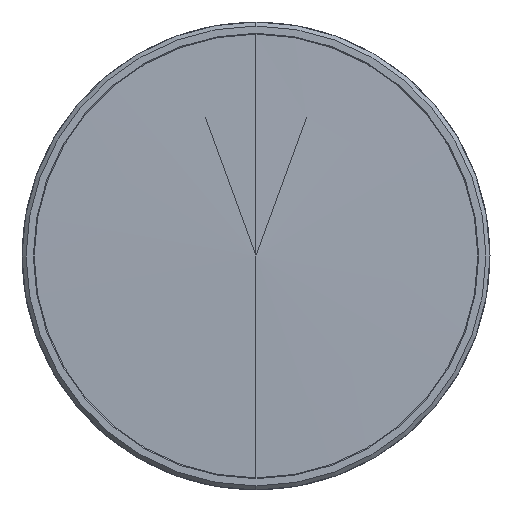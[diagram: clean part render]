
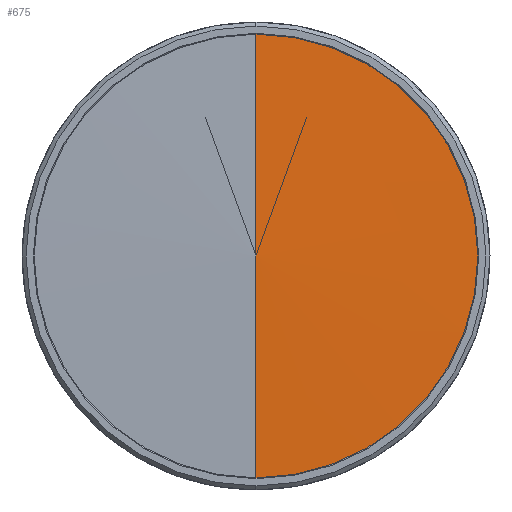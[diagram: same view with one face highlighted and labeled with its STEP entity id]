
A CAD part, left-side view. The second image highlights one B-rep face of the part: STEP entity #675.
In plain terms, the highlighted conical face has half-angle 88.967 degrees and reference radius 55456.6 mm.
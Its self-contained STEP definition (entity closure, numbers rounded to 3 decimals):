
#400 = DIRECTION ( 'NONE',  ( 0., 0., -1. ) ) ;
#426 = DIRECTION ( 'NONE',  ( 1., 0., 0. ) ) ;
#428 = CARTESIAN_POINT ( 'NONE',  ( 0., 0., 0. ) ) ;
#576 = VERTEX_POINT ( 'NONE', #2427 ) ;
#655 = EDGE_CURVE ( 'NONE', #4129, #576, #5370, .T. ) ;
#675 = ADVANCED_FACE ( 'NONE', ( #6050 ), #4983, .T. ) ;
#858 = ORIENTED_EDGE ( 'NONE', *, *, #2774, .T. ) ;
#908 = DIRECTION ( 'NONE',  ( 0.018, 0., 1. ) ) ;
#1183 = ORIENTED_EDGE ( 'NONE', *, *, #4123, .F. ) ;
#2427 = CARTESIAN_POINT ( 'NONE',  ( 2.444, 0., 135.55 ) ) ;
#2438 = EDGE_LOOP ( 'NONE', ( #3807, #858, #1183 ) ) ;
#2491 = CIRCLE ( 'NONE', #5093, 135.55 ) ;
#2546 = AXIS2_PLACEMENT_3D ( 'NONE', #4406, #426, #400 ) ;
#2774 = EDGE_CURVE ( 'NONE', #4129, #6106, #6348, .T. ) ;
#3415 = DIRECTION ( 'NONE',  ( 0.018, 0., -1. ) ) ;
#3807 = ORIENTED_EDGE ( 'NONE', *, *, #655, .F. ) ;
#4123 = EDGE_CURVE ( 'NONE', #576, #6106, #2491, .T. ) ;
#4129 = VERTEX_POINT ( 'NONE', #428 ) ;
#4313 = CARTESIAN_POINT ( 'NONE',  ( 0., 0., 0. ) ) ;
#4406 = CARTESIAN_POINT ( 'NONE',  ( 1000., 0., 0. ) ) ;
#4717 = VECTOR ( 'NONE', #3415, 1000. ) ;
#4870 = CARTESIAN_POINT ( 'NONE',  ( 0., 0., 0. ) ) ;
#4983 = CONICAL_SURFACE ( 'NONE', #2546, 55456.634, 1.553 ) ;
#5093 = AXIS2_PLACEMENT_3D ( 'NONE', #5457, #6477, #5494 ) ;
#5276 = CARTESIAN_POINT ( 'NONE',  ( 2.444, 0., -135.55 ) ) ;
#5370 = LINE ( 'NONE', #4870, #5736 ) ;
#5457 = CARTESIAN_POINT ( 'NONE',  ( 2.444, 0., 0. ) ) ;
#5494 = DIRECTION ( 'NONE',  ( 0., 0., 1. ) ) ;
#5736 = VECTOR ( 'NONE', #908, 1000. ) ;
#6050 = FACE_OUTER_BOUND ( 'NONE', #2438, .T. ) ;
#6106 = VERTEX_POINT ( 'NONE', #5276 ) ;
#6348 = LINE ( 'NONE', #4313, #4717 ) ;
#6477 = DIRECTION ( 'NONE',  ( 1., 0., 0. ) ) ;
